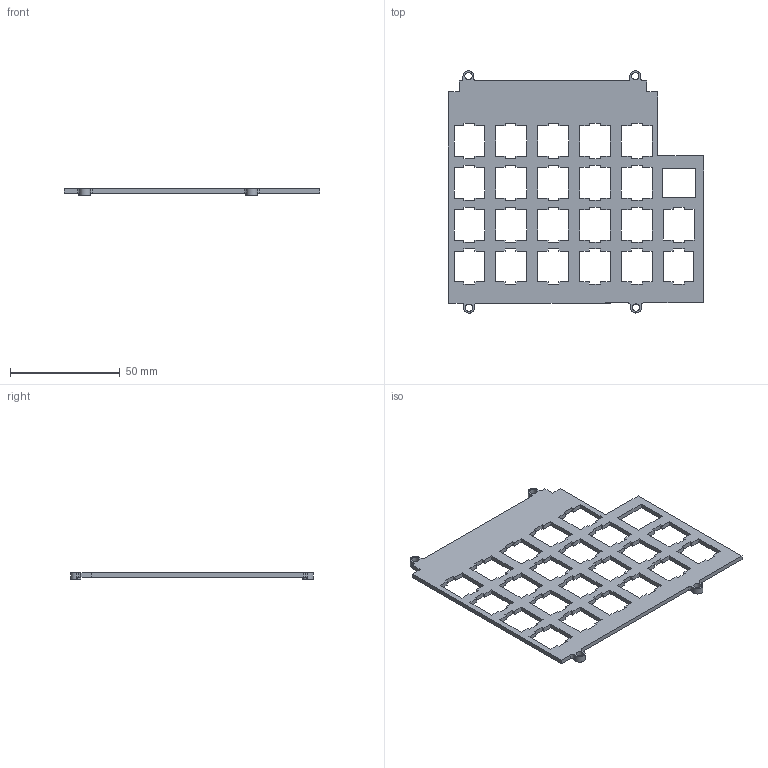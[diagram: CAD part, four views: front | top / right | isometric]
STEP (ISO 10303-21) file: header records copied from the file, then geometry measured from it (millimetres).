
FILE_DESCRIPTION(('HOOPS Exchange Step'),'2;1');
FILE_NAME('temp_export','2025-07-29T11:45:34+09:00',('chuns'),('Shapr3D Limited'),'HOOPS Exchange 2024.8','Shapr3D','Authorized');
FILE_SCHEMA( ('AP242_MANAGED_MODEL_BASED_3D_ENGINEERING_MIM_LF {1 0 10303 442 1 1 4}') );
Length unit declared in the file: millimetre
Products named in the file (3): switchplate; left; root
Assembly tree (2 placements, depth 3):
  root
    left
      switchplate
Bounding box: 116.17 x 110.44 x 3 mm (x, y, z)
Volume: 12634.6 mm3; surface area: 16453.3 mm2
Topology: 1 solids, 1 shells, 325 faces, 973 edges, 650 vertices
Faces by surface type: plane 300, cylinder 25
Full cylindrical faces by diameter (mm): 3.3 x4
Entity records: 10967 total; most frequent: CARTESIAN_POINT 1954, ORIENTED_EDGE 1946, DIRECTION 1689, EDGE_CURVE 973, VECTOR 919, LINE 919, VERTEX_POINT 650, AXIS2_PLACEMENT_3D 385
